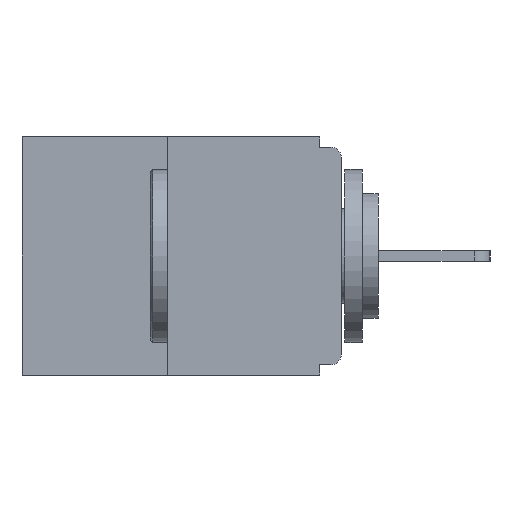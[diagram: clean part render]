
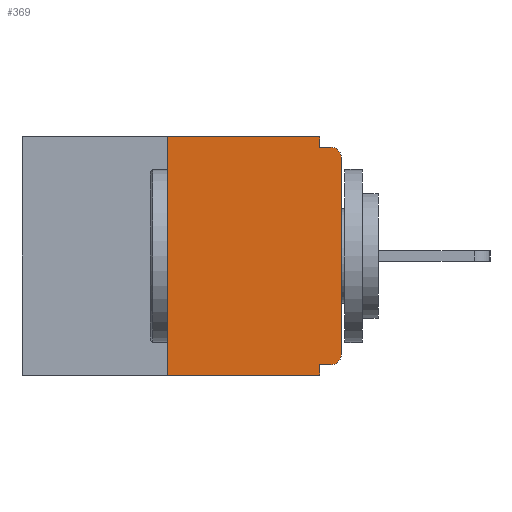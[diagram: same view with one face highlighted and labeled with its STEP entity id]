
A CAD part, left-side view. The second image highlights one B-rep face of the part: STEP entity #369.
In plain terms, the highlighted planar face has unit normal (-1, 0, 0).
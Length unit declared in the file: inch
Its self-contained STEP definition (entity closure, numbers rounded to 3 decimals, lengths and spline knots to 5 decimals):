
#369 = ADVANCED_FACE ( 'NONE', ( #17523 ), #19324, .F. ) ;
#403 = CARTESIAN_POINT ( 'NONE',  ( 0., 0.46, 0. ) ) ;
#833 = DIRECTION ( 'NONE',  ( 0., 0., -1. ) ) ;
#987 = EDGE_CURVE ( 'NONE', #5390, #10357, #19269, .T. ) ;
#1269 = VECTOR ( 'NONE', #16059, 39.37008 ) ;
#1305 = VERTEX_POINT ( 'NONE', #3857 ) ;
#2330 = CARTESIAN_POINT ( 'NONE',  ( 0., 0., -0.328 ) ) ;
#2349 = LINE ( 'NONE', #6223, #22643 ) ;
#3146 = CARTESIAN_POINT ( 'NONE',  ( 0., 0.031, -0.343 ) ) ;
#3547 = EDGE_CURVE ( 'NONE', #9346, #1305, #26305, .T. ) ;
#3615 = CARTESIAN_POINT ( 'NONE',  ( 0., 0.25, 0. ) ) ;
#3774 = EDGE_CURVE ( 'NONE', #1305, #20800, #16589, .T. ) ;
#3832 = EDGE_CURVE ( 'NONE', #27286, #9346, #20981, .T. ) ;
#3857 = CARTESIAN_POINT ( 'NONE',  ( 0., 0.031, -0.015 ) ) ;
#3858 = EDGE_CURVE ( 'NONE', #5390, #25489, #23065, .T. ) ;
#4419 = EDGE_LOOP ( 'NONE', ( #5428, #16122, #16648, #11883, #17629, #22850, #9104, #6393, #7785, #21585 ) ) ;
#4535 = CARTESIAN_POINT ( 'NONE',  ( 0., 0., -0.015 ) ) ;
#4575 = EDGE_CURVE ( 'NONE', #16017, #22576, #25222, .T. ) ;
#5390 = VERTEX_POINT ( 'NONE', #8942 ) ;
#5428 = ORIENTED_EDGE ( 'NONE', *, *, #3832, .F. ) ;
#6003 = CARTESIAN_POINT ( 'NONE',  ( 0., 0.031, 0. ) ) ;
#6223 = CARTESIAN_POINT ( 'NONE',  ( 0., 0.031, -0.343 ) ) ;
#6393 = ORIENTED_EDGE ( 'NONE', *, *, #8206, .T. ) ;
#6779 = DIRECTION ( 'NONE',  ( -1., 0., 0. ) ) ;
#7056 = VECTOR ( 'NONE', #833, 39.37008 ) ;
#7716 = EDGE_CURVE ( 'NONE', #16017, #27286, #8169, .T. ) ;
#7785 = ORIENTED_EDGE ( 'NONE', *, *, #3774, .F. ) ;
#8018 = VECTOR ( 'NONE', #18908, 39.37008 ) ;
#8169 = LINE ( 'NONE', #3615, #14145 ) ;
#8206 = EDGE_CURVE ( 'NONE', #13267, #20800, #20359, .T. ) ;
#8469 = AXIS2_PLACEMENT_3D ( 'NONE', #12961, #18889, #27234 ) ;
#8942 = CARTESIAN_POINT ( 'NONE',  ( 0., 0.015, -0.328 ) ) ;
#9104 = ORIENTED_EDGE ( 'NONE', *, *, #13348, .T. ) ;
#9346 = VERTEX_POINT ( 'NONE', #6003 ) ;
#9846 = LINE ( 'NONE', #14118, #1269 ) ;
#9954 = CARTESIAN_POINT ( 'NONE',  ( 0., 0.031, -0.328 ) ) ;
#10284 = CARTESIAN_POINT ( 'NONE',  ( 0., 0.25, -0.343 ) ) ;
#10357 = VERTEX_POINT ( 'NONE', #17339 ) ;
#10464 = AXIS2_PLACEMENT_3D ( 'NONE', #13140, #6779, #26008 ) ;
#10778 = DIRECTION ( 'NONE',  ( 0., 0., -1. ) ) ;
#11883 = ORIENTED_EDGE ( 'NONE', *, *, #13472, .F. ) ;
#12841 = DIRECTION ( 'NONE',  ( 0., 1., 0. ) ) ;
#12961 = CARTESIAN_POINT ( 'NONE',  ( 0., 0.015, -0.03 ) ) ;
#13140 = CARTESIAN_POINT ( 'NONE',  ( 0., 0.015, -0.313 ) ) ;
#13267 = VERTEX_POINT ( 'NONE', #24224 ) ;
#13348 = EDGE_CURVE ( 'NONE', #10357, #13267, #9846, .T. ) ;
#13472 = EDGE_CURVE ( 'NONE', #25489, #22576, #2349, .T. ) ;
#13712 = VECTOR ( 'NONE', #14836, 39.37008 ) ;
#14118 = CARTESIAN_POINT ( 'NONE',  ( 0., 0., 0. ) ) ;
#14145 = VECTOR ( 'NONE', #26730, 39.37008 ) ;
#14836 = DIRECTION ( 'NONE',  ( 0., -1., 0. ) ) ;
#15454 = DIRECTION ( 'NONE',  ( 0., 0., -1. ) ) ;
#15918 = VECTOR ( 'NONE', #12841, 39.37008 ) ;
#16017 = VERTEX_POINT ( 'NONE', #10284 ) ;
#16059 = DIRECTION ( 'NONE',  ( 0., 0., 1. ) ) ;
#16122 = ORIENTED_EDGE ( 'NONE', *, *, #7716, .F. ) ;
#16548 = CARTESIAN_POINT ( 'NONE',  ( 0., 0.25, 0. ) ) ;
#16589 = LINE ( 'NONE', #4535, #8018 ) ;
#16648 = ORIENTED_EDGE ( 'NONE', *, *, #4575, .T. ) ;
#16897 = CARTESIAN_POINT ( 'NONE',  ( 0., 0.46, -0.343 ) ) ;
#17256 = DIRECTION ( 'NONE',  ( 1., 0., 0. ) ) ;
#17339 = CARTESIAN_POINT ( 'NONE',  ( 0., 0., -0.313 ) ) ;
#17523 = FACE_OUTER_BOUND ( 'NONE', #4419, .T. ) ;
#17629 = ORIENTED_EDGE ( 'NONE', *, *, #3858, .F. ) ;
#18728 = AXIS2_PLACEMENT_3D ( 'NONE', #403, #17256, #15454 ) ;
#18889 = DIRECTION ( 'NONE',  ( -1., 0., 0. ) ) ;
#18908 = DIRECTION ( 'NONE',  ( 0., -1., 0. ) ) ;
#19269 = CIRCLE ( 'NONE', #10464, 0.015 ) ;
#19324 = PLANE ( 'NONE',  #18728 ) ;
#19752 = CARTESIAN_POINT ( 'NONE',  ( 0., 0.031, 0. ) ) ;
#20359 = CIRCLE ( 'NONE', #8469, 0.015 ) ;
#20800 = VERTEX_POINT ( 'NONE', #25472 ) ;
#20981 = LINE ( 'NONE', #21398, #24297 ) ;
#21253 = DIRECTION ( 'NONE',  ( 0., -1., 0. ) ) ;
#21398 = CARTESIAN_POINT ( 'NONE',  ( 0., 0.46, 0. ) ) ;
#21585 = ORIENTED_EDGE ( 'NONE', *, *, #3547, .F. ) ;
#22576 = VERTEX_POINT ( 'NONE', #3146 ) ;
#22643 = VECTOR ( 'NONE', #10778, 39.37008 ) ;
#22850 = ORIENTED_EDGE ( 'NONE', *, *, #987, .T. ) ;
#23065 = LINE ( 'NONE', #2330, #15918 ) ;
#24224 = CARTESIAN_POINT ( 'NONE',  ( 0., 0., -0.03 ) ) ;
#24297 = VECTOR ( 'NONE', #21253, 39.37008 ) ;
#25222 = LINE ( 'NONE', #16897, #13712 ) ;
#25472 = CARTESIAN_POINT ( 'NONE',  ( 0., 0.015, -0.015 ) ) ;
#25489 = VERTEX_POINT ( 'NONE', #9954 ) ;
#26008 = DIRECTION ( 'NONE',  ( 0., 0., -1. ) ) ;
#26305 = LINE ( 'NONE', #19752, #7056 ) ;
#26730 = DIRECTION ( 'NONE',  ( 0., 0., 1. ) ) ;
#27234 = DIRECTION ( 'NONE',  ( 0., 0., -1. ) ) ;
#27286 = VERTEX_POINT ( 'NONE', #16548 ) ;
